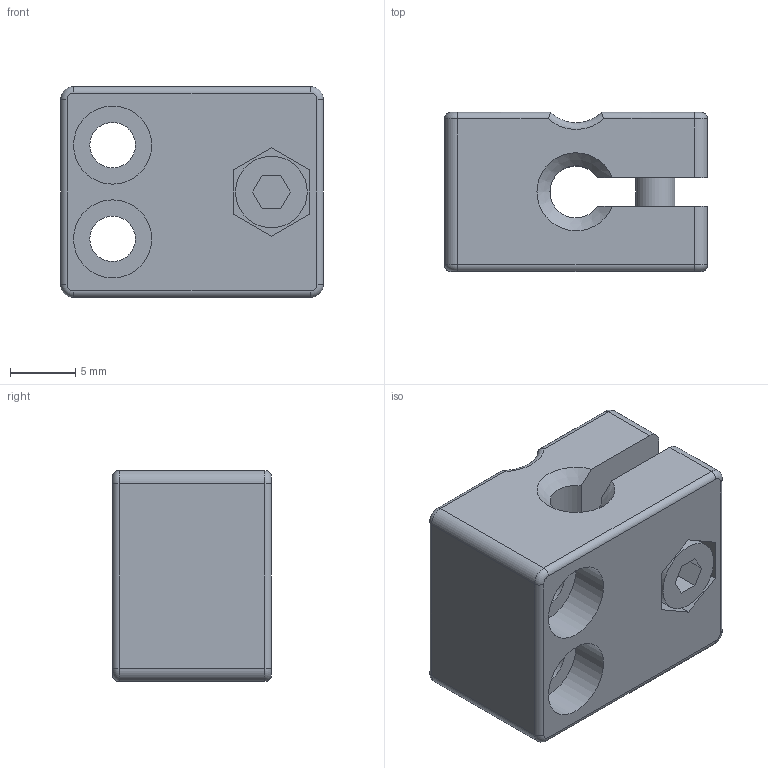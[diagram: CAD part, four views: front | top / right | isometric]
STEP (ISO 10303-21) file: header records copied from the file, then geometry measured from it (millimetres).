
FILE_DESCRIPTION( ( 'Unknown' ), '1' );
FILE_NAME( 'BSD4NB.stp', 'Unknown', ( 'Unknown' ), ( 'Unknown' ), 'XStep 1.0', 'Unknown', ' ' );
FILE_SCHEMA( ( 'CONFIG_CONTROL_DESIGN' ) );
Length unit declared in the file: millimetre
Products named in the file (1): 1012464_GEHAEUSE_BSD4NB
Bounding box: 20.2 x 12.2 x 16.2 mm (x, y, z)
Volume: 2939.5 mm3; surface area: 2401.8 mm2
Topology: 1 solids, 1 shells, 85 faces, 201 edges, 128 vertices
Faces by surface type: plane 44, cylinder 27, torus 10, cone 4
Full cylindrical faces by diameter (mm): 2.5 x1, 3 x1, 3.5 x2, 5.5 x1, 6 x4
Entity records: 2508 total; most frequent: CARTESIAN_POINT 551, DIRECTION 402, ORIENTED_EDGE 368, EDGE_CURVE 184, AXIS2_PLACEMENT_3D 150, VERTEX_POINT 123, EDGE_LOOP 113, LINE 102
